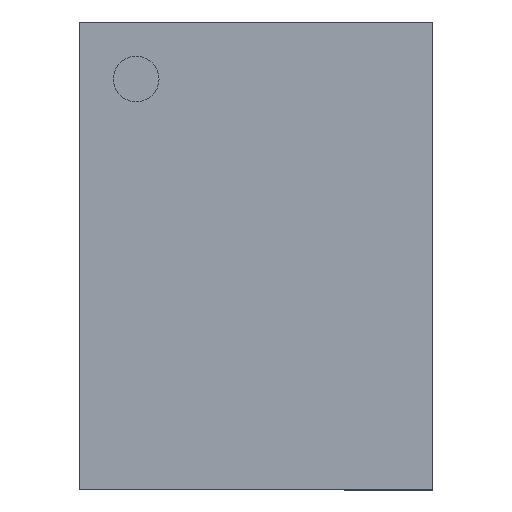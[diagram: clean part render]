
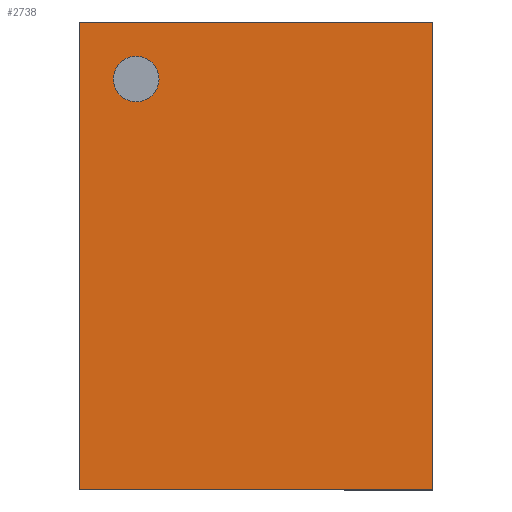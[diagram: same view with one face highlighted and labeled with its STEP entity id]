
A CAD part, top view. The second image highlights one B-rep face of the part: STEP entity #2738.
In plain terms, the highlighted planar face has unit normal (0, 0, 1).
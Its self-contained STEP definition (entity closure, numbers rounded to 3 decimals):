
#168=CARTESIAN_POINT('',(-1.05,1.35,0.8));
#169=VERTEX_POINT('',#168);
#178=CARTESIAN_POINT('',(-1.05,1.75,0.8));
#179=VERTEX_POINT('',#178);
#180=CARTESIAN_POINT('',(-1.05,1.55,0.8));
#181=DIRECTION('',(0.0,0.0,-1.0));
#182=DIRECTION('',(0.0,-1.0,0.0));
#183=AXIS2_PLACEMENT_3D('',#180,#181,#182);
#184=CIRCLE('',#183,0.2);
#185=EDGE_CURVE('',#179,#169,#184,.T.);
#2551=CARTESIAN_POINT('',(-1.05,1.55,0.8));
#2552=DIRECTION('',(0.0,0.0,-1.0));
#2553=DIRECTION('',(0.0,-1.0,0.0));
#2554=AXIS2_PLACEMENT_3D('',#2551,#2552,#2553);
#2555=CIRCLE('',#2554,0.2);
#2556=EDGE_CURVE('',#169,#179,#2555,.T.);
#2576=CARTESIAN_POINT('',(1.55,-2.05,0.8));
#2577=VERTEX_POINT('',#2576);
#2578=CARTESIAN_POINT('',(-1.55,-2.05,0.8));
#2579=VERTEX_POINT('',#2578);
#2580=CARTESIAN_POINT('',(1.55,-2.05,0.8));
#2581=DIRECTION('',(-1.0,0.0,0.0));
#2582=VECTOR('',#2581,3.1);
#2583=LINE('',#2580,#2582);
#2584=EDGE_CURVE('',#2577,#2579,#2583,.T.);
#2634=CARTESIAN_POINT('',(-1.55,2.05,0.8));
#2635=VERTEX_POINT('',#2634);
#2636=CARTESIAN_POINT('',(-1.55,-2.05,0.8));
#2637=DIRECTION('',(0.0,1.0,0.0));
#2638=VECTOR('',#2637,4.1);
#2639=LINE('',#2636,#2638);
#2640=EDGE_CURVE('',#2579,#2635,#2639,.T.);
#2659=CARTESIAN_POINT('',(1.55,2.05,0.8));
#2660=VERTEX_POINT('',#2659);
#2661=CARTESIAN_POINT('',(-1.55,2.05,0.8));
#2662=DIRECTION('',(1.0,0.0,0.0));
#2663=VECTOR('',#2662,3.1);
#2664=LINE('',#2661,#2663);
#2665=EDGE_CURVE('',#2635,#2660,#2664,.T.);
#2710=CARTESIAN_POINT('',(1.55,2.05,0.8));
#2711=DIRECTION('',(0.0,-1.0,0.0));
#2712=VECTOR('',#2711,4.1);
#2713=LINE('',#2710,#2712);
#2714=EDGE_CURVE('',#2660,#2577,#2713,.T.);
#2723=CARTESIAN_POINT('',(0.,0.,0.8));
#2724=DIRECTION('',(0.0,0.0,1.0));
#2725=DIRECTION('',(0.0,-1.0,0.0));
#2726=AXIS2_PLACEMENT_3D('',#2723,#2724,#2725);
#2727=PLANE('',#2726);
#2728=ORIENTED_EDGE('',*,*,#2584,.F.);
#2729=ORIENTED_EDGE('',*,*,#2714,.F.);
#2730=ORIENTED_EDGE('',*,*,#2665,.F.);
#2731=ORIENTED_EDGE('',*,*,#2640,.F.);
#2732=EDGE_LOOP('',(#2728,#2729,#2730,#2731));
#2733=FACE_OUTER_BOUND('',#2732,.T.);
#2734=ORIENTED_EDGE('',*,*,#2556,.T.);
#2735=ORIENTED_EDGE('',*,*,#185,.T.);
#2736=EDGE_LOOP('',(#2734,#2735));
#2737=FACE_BOUND('',#2736,.T.);
#2738=ADVANCED_FACE('',(#2733,#2737),#2727,.T.);
